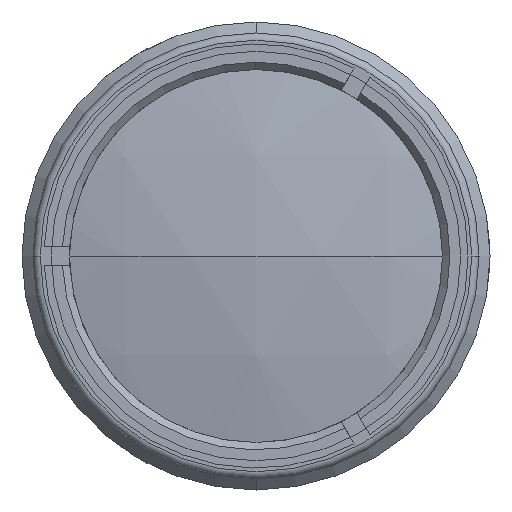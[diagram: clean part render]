
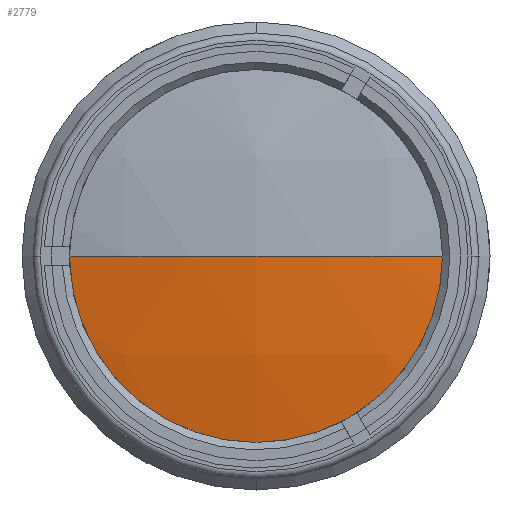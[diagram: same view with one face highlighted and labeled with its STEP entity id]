
A CAD part, left-side view. The second image highlights one B-rep face of the part: STEP entity #2779.
In plain terms, the highlighted spherical face has radius 124 mm.
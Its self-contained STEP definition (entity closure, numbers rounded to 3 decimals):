
#135 = CARTESIAN_POINT ( 'NONE',  ( 16.66, 0., 0. ) ) ;
#519 = AXIS2_PLACEMENT_3D ( 'NONE', #5083, #5139, #1180 ) ;
#779 = DIRECTION ( 'NONE',  ( 0., -1., 0. ) ) ;
#1180 = DIRECTION ( 'NONE',  ( 0., 1., 0. ) ) ;
#1862 = VERTEX_POINT ( 'NONE', #4333 ) ;
#2143 = AXIS2_PLACEMENT_3D ( 'NONE', #6574, #2704, #7138 ) ;
#2249 = CIRCLE ( 'NONE', #4739, 124. ) ;
#2655 = VERTEX_POINT ( 'NONE', #7416 ) ;
#2704 = DIRECTION ( 'NONE',  ( -1., 0., 0. ) ) ;
#2714 = ORIENTED_EDGE ( 'NONE', *, *, #5985, .F. ) ;
#2779 = ADVANCED_FACE ( 'NONE', ( #7052 ), #7925, .T. ) ;
#3477 = CARTESIAN_POINT ( 'NONE',  ( -104.365, 27., 0. ) ) ;
#3731 = CARTESIAN_POINT ( 'NONE',  ( 16.66, 0., 0. ) ) ;
#3812 = CIRCLE ( 'NONE', #6851, 124. ) ;
#4333 = CARTESIAN_POINT ( 'NONE',  ( -104.365, -27., 0. ) ) ;
#4385 = DIRECTION ( 'NONE',  ( 0., 1., 0. ) ) ;
#4723 = DIRECTION ( 'NONE',  ( 0., 0., 1. ) ) ;
#4739 = AXIS2_PLACEMENT_3D ( 'NONE', #135, #4723, #779 ) ;
#5083 = CARTESIAN_POINT ( 'NONE',  ( 16.66, 0., 0. ) ) ;
#5139 = DIRECTION ( 'NONE',  ( 0., 0., -1. ) ) ;
#5566 = EDGE_CURVE ( 'NONE', #6399, #1862, #6976, .T. ) ;
#5909 = ORIENTED_EDGE ( 'NONE', *, *, #5566, .T. ) ;
#5985 = EDGE_CURVE ( 'NONE', #6399, #2655, #2249, .T. ) ;
#6273 = EDGE_LOOP ( 'NONE', ( #5909, #6984, #2714 ) ) ;
#6399 = VERTEX_POINT ( 'NONE', #3477 ) ;
#6574 = CARTESIAN_POINT ( 'NONE',  ( -104.365, 0., 0. ) ) ;
#6827 = EDGE_CURVE ( 'NONE', #1862, #2655, #3812, .T. ) ;
#6851 = AXIS2_PLACEMENT_3D ( 'NONE', #3731, #7930, #4385 ) ;
#6976 = CIRCLE ( 'NONE', #2143, 27. ) ;
#6984 = ORIENTED_EDGE ( 'NONE', *, *, #6827, .T. ) ;
#7052 = FACE_OUTER_BOUND ( 'NONE', #6273, .T. ) ;
#7138 = DIRECTION ( 'NONE',  ( 0., 0., 1. ) ) ;
#7416 = CARTESIAN_POINT ( 'NONE',  ( -107.34, 0., 0. ) ) ;
#7925 = SPHERICAL_SURFACE ( 'NONE', #519, 124. ) ;
#7930 = DIRECTION ( 'NONE',  ( 0., 0., -1. ) ) ;
